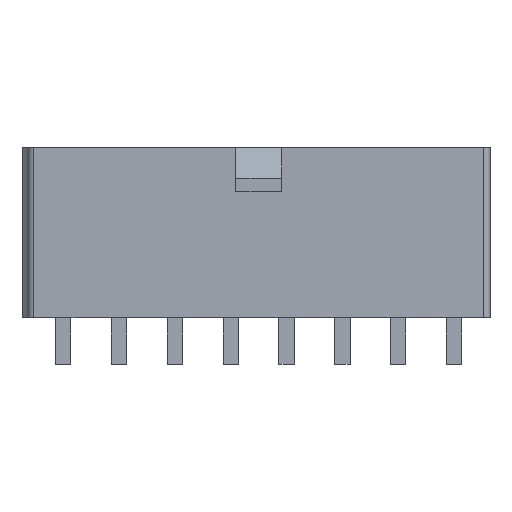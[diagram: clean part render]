
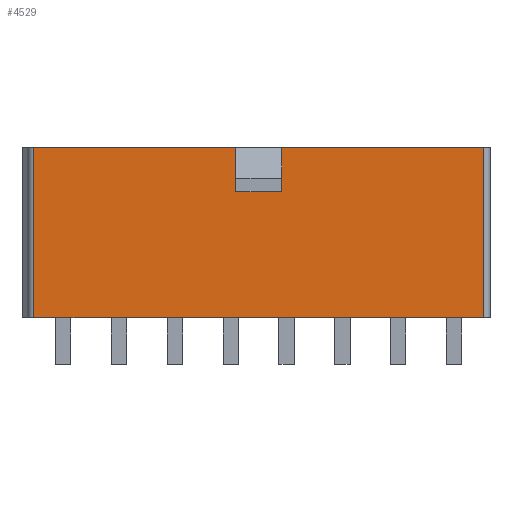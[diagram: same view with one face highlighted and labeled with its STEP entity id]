
A CAD part, front view. The second image highlights one B-rep face of the part: STEP entity #4529.
In plain terms, the highlighted planar face has unit normal (0, -1, 0).
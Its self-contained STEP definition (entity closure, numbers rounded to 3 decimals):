
#138=DIRECTION('',(1.,0.,0.));
#139=VECTOR('',#138,15.175);
#140=CARTESIAN_POINT('',(-16.9,-4.875,0.));
#141=LINE('',#140,#139);
#186=DIRECTION('',(1.,0.,0.));
#187=VECTOR('',#186,15.175);
#188=CARTESIAN_POINT('',(1.725,-4.875,0.));
#189=LINE('',#188,#187);
#538=DIRECTION('',(0.,0.,-1.));
#539=VECTOR('',#538,3.3);
#540=CARTESIAN_POINT('',(-1.725,-4.875,0.));
#541=LINE('',#540,#539);
#542=DIRECTION('',(1.,0.,0.));
#543=VECTOR('',#542,3.45);
#544=CARTESIAN_POINT('',(-1.725,-4.875,-3.3));
#545=LINE('',#544,#543);
#546=DIRECTION('',(0.,0.,-1.));
#547=VECTOR('',#546,3.3);
#548=CARTESIAN_POINT('',(1.725,-4.875,0.));
#549=LINE('',#548,#547);
#550=DIRECTION('',(0.,0.,-1.));
#551=VECTOR('',#550,12.8);
#552=CARTESIAN_POINT('',(-16.9,-4.875,0.));
#553=LINE('',#552,#551);
#554=DIRECTION('',(0.,0.,-1.));
#555=VECTOR('',#554,12.8);
#556=CARTESIAN_POINT('',(16.9,-4.875,0.));
#557=LINE('',#556,#555);
#620=DIRECTION('',(1.,0.,0.));
#621=VECTOR('',#620,33.8);
#622=CARTESIAN_POINT('',(-16.9,-4.875,-12.8));
#623=LINE('',#622,#621);
#3216=CARTESIAN_POINT('',(-16.9,-4.875,0.));
#3217=VERTEX_POINT('',#3216);
#3218=CARTESIAN_POINT('',(16.9,-4.875,0.));
#3220=VERTEX_POINT('',#3218);
#3236=CARTESIAN_POINT('',(-16.9,-4.875,-12.8));
#3237=VERTEX_POINT('',#3236);
#3238=CARTESIAN_POINT('',(16.9,-4.875,-12.8));
#3239=VERTEX_POINT('',#3238);
#3278=CARTESIAN_POINT('',(1.725,-4.875,0.));
#3279=CARTESIAN_POINT('',(-1.725,-4.875,0.));
#3280=VERTEX_POINT('',#3278);
#3281=VERTEX_POINT('',#3279);
#3282=CARTESIAN_POINT('',(-1.725,-4.875,-3.3));
#3283=VERTEX_POINT('',#3282);
#3284=CARTESIAN_POINT('',(1.725,-4.875,-3.3));
#3285=VERTEX_POINT('',#3284);
#4511=CARTESIAN_POINT('',(-16.9,-4.875,0.));
#4512=DIRECTION('',(0.,-1.,0.));
#4513=DIRECTION('',(1.,0.,0.));
#4514=AXIS2_PLACEMENT_3D('',#4511,#4512,#4513);
#4515=PLANE('',#4514);
#4516=ORIENTED_EDGE('',*,*,#4503,.T.);
#4517=ORIENTED_EDGE('',*,*,#4492,.T.);
#4518=ORIENTED_EDGE('',*,*,#4477,.F.);
#4519=ORIENTED_EDGE('',*,*,#4255,.T.);
#4521=ORIENTED_EDGE('',*,*,#4520,.T.);
#4523=ORIENTED_EDGE('',*,*,#4522,.F.);
#4525=ORIENTED_EDGE('',*,*,#4524,.F.);
#4526=ORIENTED_EDGE('',*,*,#4233,.T.);
#4527=EDGE_LOOP('',(#4516,#4517,#4518,#4519,#4521,#4523,#4525,#4526));
#4528=FACE_OUTER_BOUND('',#4527,.F.);
#4233=EDGE_CURVE('',#3217,#3281,#141,.T.);
#4255=EDGE_CURVE('',#3280,#3220,#189,.T.);
#4477=EDGE_CURVE('',#3280,#3285,#549,.T.);
#4492=EDGE_CURVE('',#3283,#3285,#545,.T.);
#4503=EDGE_CURVE('',#3281,#3283,#541,.T.);
#4520=EDGE_CURVE('',#3220,#3239,#557,.T.);
#4522=EDGE_CURVE('',#3237,#3239,#623,.T.);
#4524=EDGE_CURVE('',#3217,#3237,#553,.T.);
#4529=ADVANCED_FACE('',(#4528),#4515,.T.);
